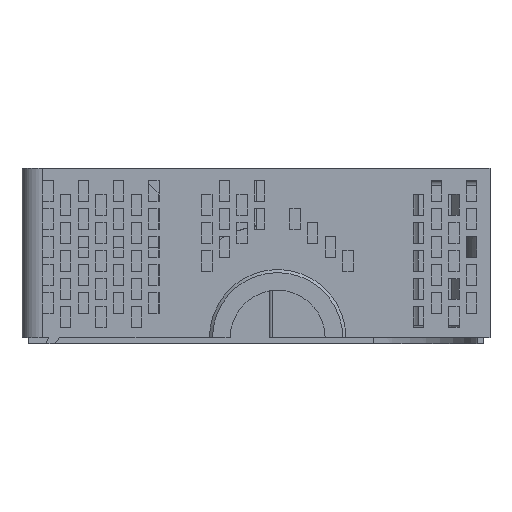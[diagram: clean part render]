
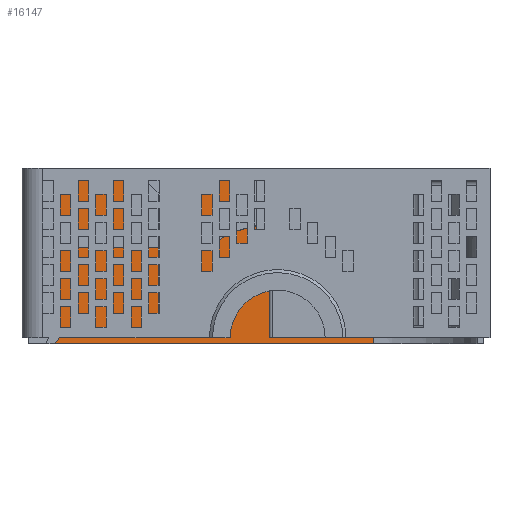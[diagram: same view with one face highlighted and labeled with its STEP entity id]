
A CAD part, front view. The second image highlights one B-rep face of the part: STEP entity #16147.
In plain terms, the highlighted planar face has unit normal (0, -1, 0).
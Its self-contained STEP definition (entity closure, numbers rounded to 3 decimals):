
#396=PLANE('',#16989);
#1075=FACE_OUTER_BOUND('',#1882,.T.);
#1882=EDGE_LOOP('',(#11465,#11466,#11467,#11468,#11469,#11470,#11471,#11472,
#11473,#11474,#11475,#11476,#11477,#11478,#11479,#11480,#11481,#11482,#11483));
#3119=LINE('',#21596,#5231);
#3127=LINE('',#21731,#5239);
#3135=LINE('',#21751,#5247);
#3136=LINE('',#21755,#5248);
#3137=LINE('',#21757,#5249);
#3138=LINE('',#21759,#5250);
#3139=LINE('',#21761,#5251);
#3140=LINE('',#21763,#5252);
#3141=LINE('',#21765,#5253);
#3142=LINE('',#21767,#5254);
#3143=LINE('',#21769,#5255);
#3144=LINE('',#21771,#5256);
#3145=LINE('',#21773,#5257);
#3146=LINE('',#21775,#5258);
#3147=LINE('',#21777,#5259);
#3148=LINE('',#21779,#5260);
#3149=LINE('',#21781,#5261);
#3150=LINE('',#21782,#5262);
#3151=LINE('',#21783,#5263);
#5231=VECTOR('',#17816,1000.);
#5239=VECTOR('',#17866,10.);
#5247=VECTOR('',#17888,1000.);
#5248=VECTOR('',#17893,1000.);
#5249=VECTOR('',#17894,1000.);
#5250=VECTOR('',#17895,1000.);
#5251=VECTOR('',#17896,1000.);
#5252=VECTOR('',#17897,1000.);
#5253=VECTOR('',#17898,1000.);
#5254=VECTOR('',#17899,1000.);
#5255=VECTOR('',#17900,1000.);
#5256=VECTOR('',#17901,1000.);
#5257=VECTOR('',#17902,1000.);
#5258=VECTOR('',#17903,1000.);
#5259=VECTOR('',#17904,1000.);
#5260=VECTOR('',#17905,1000.);
#5261=VECTOR('',#17906,1000.);
#5262=VECTOR('',#17907,1000.);
#5263=VECTOR('',#17908,1000.);
#7438=VERTEX_POINT('',#21593);
#7439=VERTEX_POINT('',#21595);
#7458=VERTEX_POINT('',#21723);
#7459=VERTEX_POINT('',#21728);
#7465=VERTEX_POINT('',#21750);
#7466=VERTEX_POINT('',#21754);
#7467=VERTEX_POINT('',#21756);
#7468=VERTEX_POINT('',#21758);
#7469=VERTEX_POINT('',#21760);
#7470=VERTEX_POINT('',#21762);
#7471=VERTEX_POINT('',#21764);
#7472=VERTEX_POINT('',#21766);
#7473=VERTEX_POINT('',#21768);
#7474=VERTEX_POINT('',#21770);
#7475=VERTEX_POINT('',#21772);
#7476=VERTEX_POINT('',#21774);
#7477=VERTEX_POINT('',#21776);
#7478=VERTEX_POINT('',#21778);
#7479=VERTEX_POINT('',#21780);
#9016=EDGE_CURVE('',#7439,#7438,#3119,.T.);
#9044=EDGE_CURVE('',#7459,#7458,#3127,.T.);
#9054=EDGE_CURVE('',#7465,#7458,#3135,.T.);
#9056=EDGE_CURVE('',#7466,#7459,#3136,.T.);
#9057=EDGE_CURVE('',#7467,#7466,#3137,.T.);
#9058=EDGE_CURVE('',#7467,#7468,#3138,.T.);
#9059=EDGE_CURVE('',#7468,#7469,#3139,.T.);
#9060=EDGE_CURVE('',#7469,#7470,#3140,.T.);
#9061=EDGE_CURVE('',#7470,#7471,#3141,.T.);
#9062=EDGE_CURVE('',#7471,#7472,#3142,.T.);
#9063=EDGE_CURVE('',#7472,#7473,#3143,.T.);
#9064=EDGE_CURVE('',#7473,#7474,#3144,.T.);
#9065=EDGE_CURVE('',#7474,#7475,#3145,.T.);
#9066=EDGE_CURVE('',#7475,#7476,#3146,.T.);
#9067=EDGE_CURVE('',#7477,#7476,#3147,.T.);
#9068=EDGE_CURVE('',#7478,#7477,#3148,.T.);
#9069=EDGE_CURVE('',#7478,#7479,#3149,.T.);
#9070=EDGE_CURVE('',#7479,#7439,#3150,.T.);
#9071=EDGE_CURVE('',#7465,#7438,#3151,.T.);
#11465=ORIENTED_EDGE('',*,*,#9044,.F.);
#11466=ORIENTED_EDGE('',*,*,#9056,.F.);
#11467=ORIENTED_EDGE('',*,*,#9057,.F.);
#11468=ORIENTED_EDGE('',*,*,#9058,.T.);
#11469=ORIENTED_EDGE('',*,*,#9059,.T.);
#11470=ORIENTED_EDGE('',*,*,#9060,.T.);
#11471=ORIENTED_EDGE('',*,*,#9061,.T.);
#11472=ORIENTED_EDGE('',*,*,#9062,.T.);
#11473=ORIENTED_EDGE('',*,*,#9063,.T.);
#11474=ORIENTED_EDGE('',*,*,#9064,.T.);
#11475=ORIENTED_EDGE('',*,*,#9065,.T.);
#11476=ORIENTED_EDGE('',*,*,#9066,.T.);
#11477=ORIENTED_EDGE('',*,*,#9067,.F.);
#11478=ORIENTED_EDGE('',*,*,#9068,.F.);
#11479=ORIENTED_EDGE('',*,*,#9069,.T.);
#11480=ORIENTED_EDGE('',*,*,#9070,.T.);
#11481=ORIENTED_EDGE('',*,*,#9016,.T.);
#11482=ORIENTED_EDGE('',*,*,#9071,.F.);
#11483=ORIENTED_EDGE('',*,*,#9054,.T.);
#16147=ADVANCED_FACE('',(#1075),#396,.F.);
#16989=AXIS2_PLACEMENT_3D('',#21753,#17891,#17892);
#17816=DIRECTION('',(0.,0.,1.));
#17866=DIRECTION('',(1.,0.,0.));
#17888=DIRECTION('',(0.,0.,1.));
#17891=DIRECTION('center_axis',(0.,1.,0.));
#17892=DIRECTION('ref_axis',(0.,0.,1.));
#17893=DIRECTION('',(0.,0.,1.));
#17894=DIRECTION('',(1.,0.,0.));
#17895=DIRECTION('',(-0.707,0.,0.707));
#17896=DIRECTION('',(0.,0.,1.));
#17897=DIRECTION('',(-1.,0.,0.));
#17898=DIRECTION('',(0.,0.,1.));
#17899=DIRECTION('',(-1.,0.,0.));
#17900=DIRECTION('',(0.,0.,-1.));
#17901=DIRECTION('',(-1.,0.,0.));
#17902=DIRECTION('',(0.,0.,1.));
#17903=DIRECTION('',(-1.,0.,0.));
#17904=DIRECTION('',(0.,0.,1.));
#17905=DIRECTION('',(1.,0.,0.));
#17906=DIRECTION('',(0.,0.,-1.));
#17907=DIRECTION('',(1.,0.,0.));
#17908=DIRECTION('',(1.,0.,0.));
#21593=CARTESIAN_POINT('',(-10.938,91.729,-141.045));
#21595=CARTESIAN_POINT('',(-10.938,91.729,-142.245));
#21596=CARTESIAN_POINT('',(-10.938,91.729,-142.245));
#21723=CARTESIAN_POINT('',(-21.938,91.729,-113.245));
#21728=CARTESIAN_POINT('',(-31.188,91.729,-113.245));
#21731=CARTESIAN_POINT('',(-29.438,91.729,-113.245));
#21750=CARTESIAN_POINT('',(-21.938,91.729,-141.045));
#21751=CARTESIAN_POINT('',(-21.938,91.729,-141.045));
#21753=CARTESIAN_POINT('Origin',(-29.438,91.729,-141.045));
#21754=CARTESIAN_POINT('',(-31.188,91.729,-130.045));
#21755=CARTESIAN_POINT('',(-31.188,91.729,-141.045));
#21756=CARTESIAN_POINT('',(-32.088,91.729,-130.045));
#21757=CARTESIAN_POINT('',(-29.438,91.729,-130.045));
#21758=CARTESIAN_POINT('',(-33.588,91.729,-128.545));
#21759=CARTESIAN_POINT('',(-25.263,91.729,-136.87));
#21760=CARTESIAN_POINT('',(-33.588,91.729,-119.695));
#21761=CARTESIAN_POINT('',(-33.588,91.729,-141.045));
#21762=CARTESIAN_POINT('',(-35.988,91.729,-119.695));
#21763=CARTESIAN_POINT('',(-29.438,91.729,-119.695));
#21764=CARTESIAN_POINT('',(-35.988,91.729,-110.745));
#21765=CARTESIAN_POINT('',(-35.988,91.729,-141.045));
#21766=CARTESIAN_POINT('',(-53.738,91.729,-110.745));
#21767=CARTESIAN_POINT('',(-29.438,91.729,-110.745));
#21768=CARTESIAN_POINT('',(-53.738,91.729,-119.695));
#21769=CARTESIAN_POINT('',(-53.738,91.729,-141.045));
#21770=CARTESIAN_POINT('',(-56.138,91.729,-119.695));
#21771=CARTESIAN_POINT('',(-29.438,91.729,-119.695));
#21772=CARTESIAN_POINT('',(-56.138,91.729,-110.745));
#21773=CARTESIAN_POINT('',(-56.138,91.729,-141.045));
#21774=CARTESIAN_POINT('',(-73.888,91.729,-110.745));
#21775=CARTESIAN_POINT('',(-29.438,91.729,-110.745));
#21776=CARTESIAN_POINT('',(-73.888,91.729,-119.695));
#21777=CARTESIAN_POINT('',(-73.888,91.729,-141.045));
#21778=CARTESIAN_POINT('',(-76.288,91.729,-119.695));
#21779=CARTESIAN_POINT('',(-29.438,91.729,-119.695));
#21780=CARTESIAN_POINT('',(-76.288,91.729,-142.245));
#21781=CARTESIAN_POINT('',(-76.288,91.729,-141.045));
#21782=CARTESIAN_POINT('',(0.,91.729,-142.245));
#21783=CARTESIAN_POINT('',(0.,91.729,-141.045));
